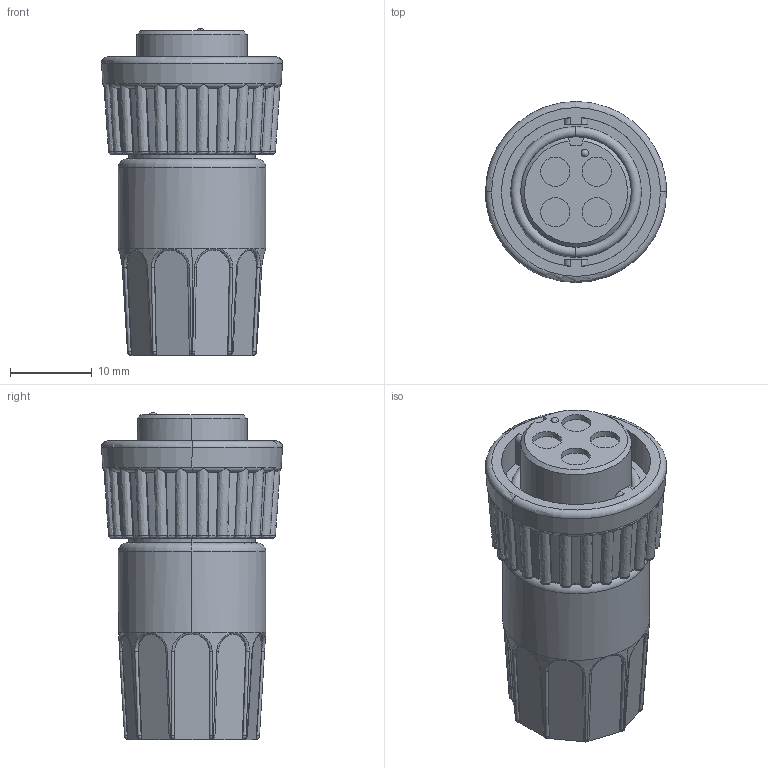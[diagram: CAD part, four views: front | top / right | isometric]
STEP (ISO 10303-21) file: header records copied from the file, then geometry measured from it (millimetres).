
FILE_DESCRIPTION (( 'STEP AP203' ), '1' );
FILE_NAME ('3182-4SG-315.STEP', '2016-02-08T21:06:29', ( '' ), ( '' ), 'SwSTEP 2.0', 'SolidWorks 2014', '' );
FILE_SCHEMA (( 'CONFIG_CONTROL_DESIGN' ));
Length unit declared in the file: inch
Products named in the file (1): 3182-4SG-315
Bounding box: 22.22 x 22.22 x 40.13 mm (x, y, z)
Volume: 9255.2 mm3; surface area: 3951.9 mm2
Topology: 1 solids, 1 shells, 325 faces, 889 edges, 577 vertices
Faces by surface type: bspline 147, plane 77, cylinder 40, cone 39, torus 21, sphere 1
Entity records: 16941 total; most frequent: CARTESIAN_POINT 10105, ORIENTED_EDGE 1772, DIRECTION 984, EDGE_CURVE 886, VERTEX_POINT 575, AXIS2_PLACEMENT_3D 414, B_SPLINE_CURVE_WITH_KNOTS 398, EDGE_LOOP 337
